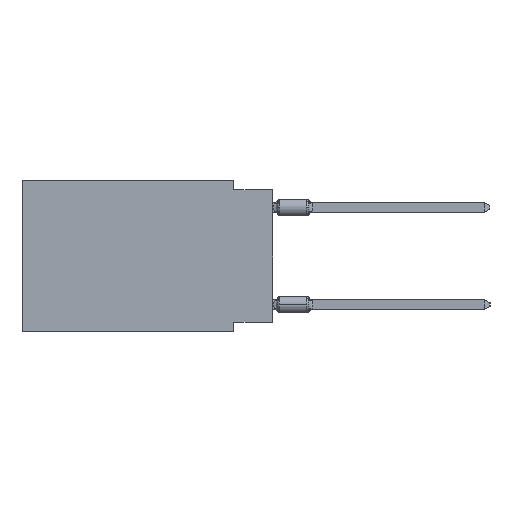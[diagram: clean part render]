
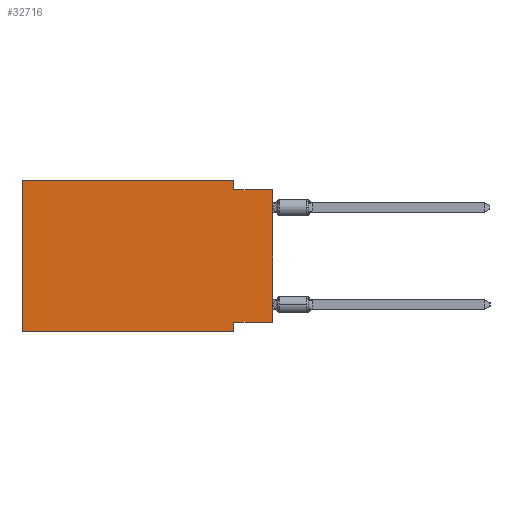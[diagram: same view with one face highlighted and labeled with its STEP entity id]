
A CAD part, left-side view. The second image highlights one B-rep face of the part: STEP entity #32716.
In plain terms, the highlighted planar face has unit normal (-1, 0, 0).
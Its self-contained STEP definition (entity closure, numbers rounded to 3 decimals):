
#675 = DIRECTION ( 'NONE',  ( 1., 0., 0. ) ) ;
#1918 = EDGE_CURVE ( 'NONE', #6984, #16507, #44474, .T. ) ;
#3841 = EDGE_CURVE ( 'NONE', #16575, #50198, #25994, .T. ) ;
#4198 = ORIENTED_EDGE ( 'NONE', *, *, #36088, .F. ) ;
#5747 = EDGE_CURVE ( 'NONE', #40683, #20022, #27737, .T. ) ;
#6191 = CARTESIAN_POINT ( 'NONE',  ( 0., 2.54, -9.906 ) ) ;
#6503 = LINE ( 'NONE', #15707, #19502 ) ;
#6671 = VECTOR ( 'NONE', #24353, 1000. ) ;
#6984 = VERTEX_POINT ( 'NONE', #18251 ) ;
#7059 = EDGE_CURVE ( 'NONE', #40683, #16507, #57154, .T. ) ;
#8689 = CARTESIAN_POINT ( 'NONE',  ( 0., 16.383, -9.906 ) ) ;
#13399 = VERTEX_POINT ( 'NONE', #52281 ) ;
#13538 = EDGE_CURVE ( 'NONE', #36189, #6984, #59322, .T. ) ;
#14369 = ORIENTED_EDGE ( 'NONE', *, *, #7059, .T. ) ;
#15707 = CARTESIAN_POINT ( 'NONE',  ( 0., 0., 0. ) ) ;
#16507 = VERTEX_POINT ( 'NONE', #6191 ) ;
#16575 = VERTEX_POINT ( 'NONE', #17227 ) ;
#17227 = CARTESIAN_POINT ( 'NONE',  ( 0., 2.54, 0. ) ) ;
#17308 = CARTESIAN_POINT ( 'NONE',  ( 0., 0., -9.271 ) ) ;
#17740 = CARTESIAN_POINT ( 'NONE',  ( 0., 0., -0.635 ) ) ;
#18251 = CARTESIAN_POINT ( 'NONE',  ( 0., 2.54, -9.271 ) ) ;
#19502 = VECTOR ( 'NONE', #53420, 1000. ) ;
#20022 = VERTEX_POINT ( 'NONE', #43761 ) ;
#20742 = VECTOR ( 'NONE', #21477, 1000. ) ;
#21477 = DIRECTION ( 'NONE',  ( 0., 0., -1. ) ) ;
#22003 = DIRECTION ( 'NONE',  ( 0., 0., -1. ) ) ;
#24353 = DIRECTION ( 'NONE',  ( 0., -1., 0. ) ) ;
#25439 = VECTOR ( 'NONE', #32590, 1000. ) ;
#25567 = CARTESIAN_POINT ( 'NONE',  ( 0., 16.383, -9.906 ) ) ;
#25994 = LINE ( 'NONE', #30591, #31831 ) ;
#27615 = CARTESIAN_POINT ( 'NONE',  ( 0., 2.54, -0.635 ) ) ;
#27737 = LINE ( 'NONE', #56542, #33964 ) ;
#28285 = FACE_OUTER_BOUND ( 'NONE', #51403, .T. ) ;
#29447 = EDGE_CURVE ( 'NONE', #36189, #13399, #6503, .T. ) ;
#30441 = ORIENTED_EDGE ( 'NONE', *, *, #1918, .F. ) ;
#30472 = EDGE_CURVE ( 'NONE', #20022, #16575, #55914, .T. ) ;
#30591 = CARTESIAN_POINT ( 'NONE',  ( 0., 2.54, 0. ) ) ;
#31691 = CARTESIAN_POINT ( 'NONE',  ( 0., 16.383, 0. ) ) ;
#31831 = VECTOR ( 'NONE', #22003, 1000. ) ;
#32103 = ORIENTED_EDGE ( 'NONE', *, *, #3841, .F. ) ;
#32590 = DIRECTION ( 'NONE',  ( 0., -1., 0. ) ) ;
#32716 = ADVANCED_FACE ( 'NONE', ( #28285 ), #47885, .F. ) ;
#33964 = VECTOR ( 'NONE', #46436, 1000. ) ;
#34371 = DIRECTION ( 'NONE',  ( 0., 0., -1. ) ) ;
#36088 = EDGE_CURVE ( 'NONE', #50198, #13399, #54251, .T. ) ;
#36189 = VERTEX_POINT ( 'NONE', #42521 ) ;
#36715 = VECTOR ( 'NONE', #50248, 1000. ) ;
#36991 = VECTOR ( 'NONE', #55023, 1000. ) ;
#38629 = ORIENTED_EDGE ( 'NONE', *, *, #5747, .F. ) ;
#40683 = VERTEX_POINT ( 'NONE', #8689 ) ;
#40760 = ORIENTED_EDGE ( 'NONE', *, *, #30472, .F. ) ;
#42521 = CARTESIAN_POINT ( 'NONE',  ( 0., 0., -9.271 ) ) ;
#43761 = CARTESIAN_POINT ( 'NONE',  ( 0., 16.383, 0. ) ) ;
#44474 = LINE ( 'NONE', #53376, #20742 ) ;
#46436 = DIRECTION ( 'NONE',  ( 0., 0., 1. ) ) ;
#47885 = PLANE ( 'NONE',  #56938 ) ;
#50198 = VERTEX_POINT ( 'NONE', #27615 ) ;
#50248 = DIRECTION ( 'NONE',  ( 0., -1., 0. ) ) ;
#51403 = EDGE_LOOP ( 'NONE', ( #52001, #4198, #32103, #40760, #38629, #14369, #30441, #55559 ) ) ;
#52001 = ORIENTED_EDGE ( 'NONE', *, *, #29447, .T. ) ;
#52281 = CARTESIAN_POINT ( 'NONE',  ( 0., 0., -0.635 ) ) ;
#53376 = CARTESIAN_POINT ( 'NONE',  ( 0., 2.54, -9.906 ) ) ;
#53420 = DIRECTION ( 'NONE',  ( 0., 0., 1. ) ) ;
#54251 = LINE ( 'NONE', #17740, #36715 ) ;
#55023 = DIRECTION ( 'NONE',  ( 0., 1., 0. ) ) ;
#55559 = ORIENTED_EDGE ( 'NONE', *, *, #13538, .F. ) ;
#55914 = LINE ( 'NONE', #31691, #25439 ) ;
#56494 = CARTESIAN_POINT ( 'NONE',  ( 0., 16.383, 0. ) ) ;
#56542 = CARTESIAN_POINT ( 'NONE',  ( 0., 16.383, 0. ) ) ;
#56938 = AXIS2_PLACEMENT_3D ( 'NONE', #56494, #675, #34371 ) ;
#57154 = LINE ( 'NONE', #25567, #6671 ) ;
#59322 = LINE ( 'NONE', #17308, #36991 ) ;
